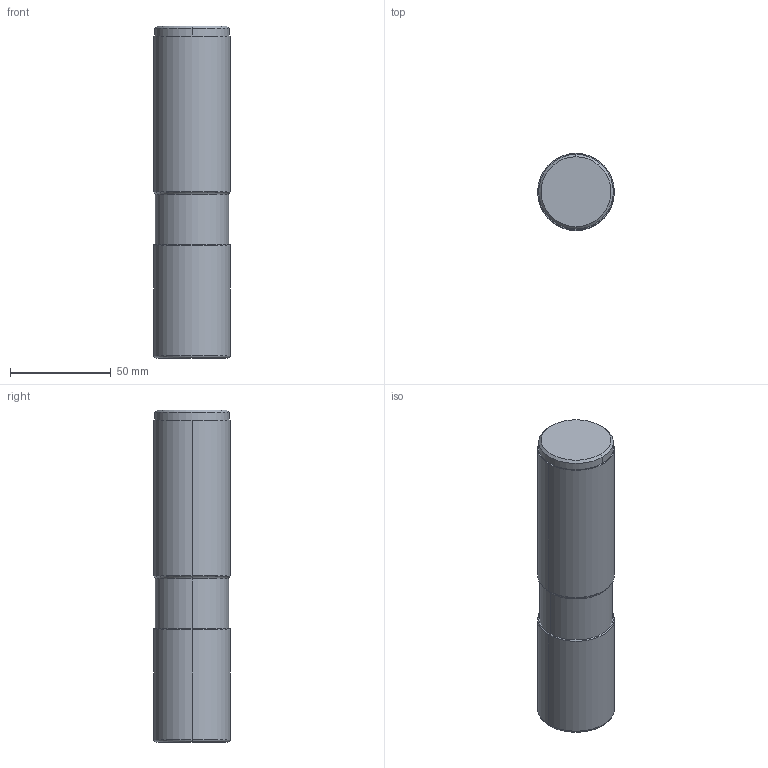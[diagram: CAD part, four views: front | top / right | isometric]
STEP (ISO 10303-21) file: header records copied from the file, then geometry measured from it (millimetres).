
FILE_DESCRIPTION(/* description */ (''),/* implementation_level */ '2;1');
FILE_NAME(/* name */ 'APX4KUR2412WA24S35A_IR0_047.stp',/* time_stamp */ '2025-07-03T15:23:41+09:00',/* author */ (''),/* organization */ (''),/* preprocessor_version */ 'ST-DEVELOPER v18.101',/* originating_system */ 'SIEMENS PLM Software NX 2011',/* authorisation */ '');
FILE_SCHEMA (('AUTOMOTIVE_DESIGN { 1 0 10303 214 3 1 1 1 }'));
Length unit declared in the file: millimetre
Products named in the file (1): APX4KUR2412WA24S35A_IR0_047_ASM
Bounding box: 38.1 x 38.1 x 165.1 mm (x, y, z)
Volume: 224827.6 mm3; surface area: 32662.3 mm2
Topology: 2 solids, 2 shells, 43 faces, 95 edges, 69 vertices
Faces by surface type: cone 14, torus 12, cylinder 10, plane 5, bspline 2
Entity records: 1353 total; most frequent: DIRECTION 258, CARTESIAN_POINT 247, ORIENTED_EDGE 168, AXIS2_PLACEMENT_3D 114, EDGE_CURVE 84, CIRCLE 65, EDGE_LOOP 46, VERTEX_POINT 46
